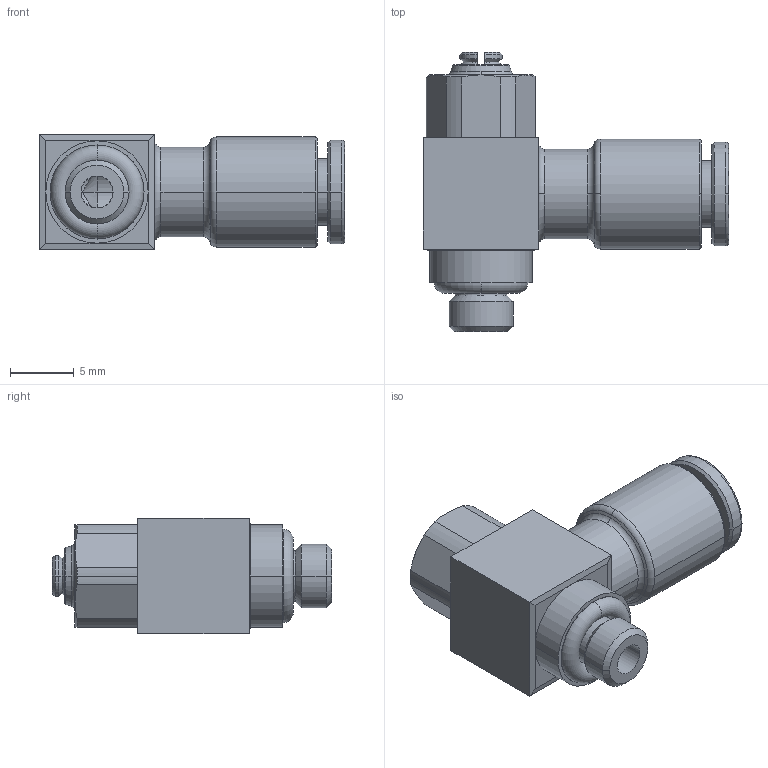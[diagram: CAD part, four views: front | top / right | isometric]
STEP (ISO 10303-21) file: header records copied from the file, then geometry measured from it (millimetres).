
FILE_DESCRIPTION(('STEP AP214'),'1');
FILE_NAME('7130_04_19.stp','2016-07-07T14:53:11',('TraceParts'),('TraceParts S.A.'),'Spatial InterOp 3D',' ',' ');
FILE_SCHEMA(('automotive_design'));
Length unit declared in the file: millimetre
Products named in the file (1): 1
Bounding box: 23.85 x 21.82 x 9 mm (x, y, z)
Volume: 1651.6 mm3; surface area: 1601.7 mm2
Topology: 1 solids, 1 shells, 121 faces, 292 edges, 182 vertices
Faces by surface type: cone 36, cylinder 32, plane 31, torus 22
Entity records: 3707 total; most frequent: CARTESIAN_POINT 800, DIRECTION 672, ORIENTED_EDGE 584, EDGE_CURVE 292, AXIS2_PLACEMENT_3D 288, VERTEX_POINT 182, CIRCLE 166, EDGE_LOOP 132
